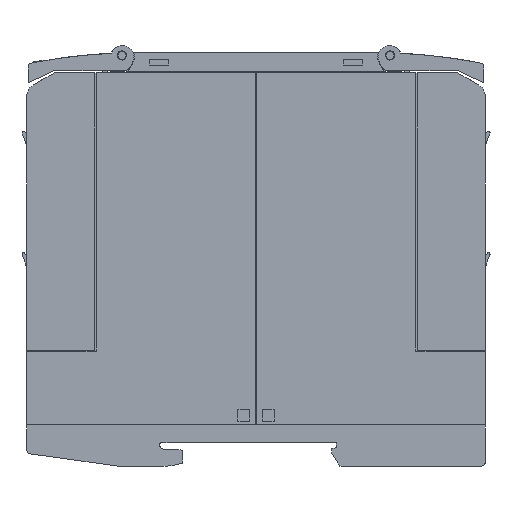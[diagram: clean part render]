
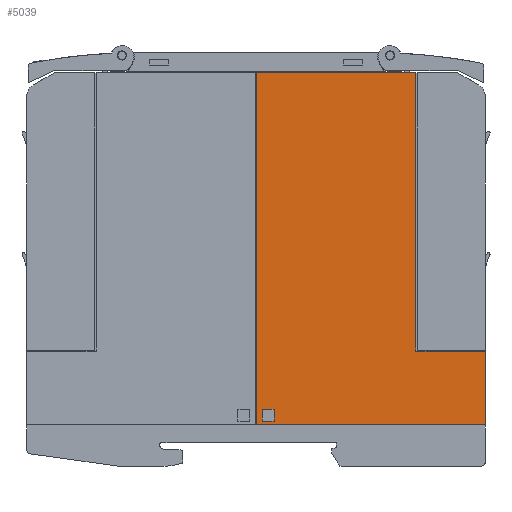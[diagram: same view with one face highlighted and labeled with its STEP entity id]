
A CAD part, left-side view. The second image highlights one B-rep face of the part: STEP entity #5039.
In plain terms, the highlighted planar face has unit normal (-1, 0, 0).
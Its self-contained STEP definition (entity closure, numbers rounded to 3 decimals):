
#5039=ADVANCED_FACE('',(#10254,#10255),#10256,.T.);
#10254=FACE_BOUND('',#15539,.T.);
#10255=FACE_OUTER_BOUND('',#15540,.T.);
#10256=PLANE('',#15541);
#15539=EDGE_LOOP('',(#31667,#31668,#31669,#31670));
#15540=EDGE_LOOP('',(#31671,#31672,#31673,#31674,#31675,#31676));
#15541=AXIS2_PLACEMENT_3D('',#31677,#31678,#31679);
#31667=ORIENTED_EDGE('',*,*,#38665,.T.);
#31668=ORIENTED_EDGE('',*,*,#38641,.T.);
#31669=ORIENTED_EDGE('',*,*,#38649,.T.);
#31670=ORIENTED_EDGE('',*,*,#38662,.T.);
#31671=ORIENTED_EDGE('',*,*,#32878,.T.);
#31672=ORIENTED_EDGE('',*,*,#38667,.T.);
#31673=ORIENTED_EDGE('',*,*,#38675,.T.);
#31674=ORIENTED_EDGE('',*,*,#38655,.F.);
#31675=ORIENTED_EDGE('',*,*,#38676,.T.);
#31676=ORIENTED_EDGE('',*,*,#38671,.T.);
#31677=CARTESIAN_POINT('',(0.0,25.98,9.001));
#31678=DIRECTION('',(-1.0,0.0,0.0));
#31679=DIRECTION('',(0.0,-1.0,0.0));
#32878=EDGE_CURVE('',#39755,#39759,#39761,.T.);
#38641=EDGE_CURVE('',#48328,#48326,#48329,.T.);
#38649=EDGE_CURVE('',#48326,#48337,#48339,.T.);
#38655=EDGE_CURVE('',#48348,#48350,#48351,.T.);
#38662=EDGE_CURVE('',#48337,#48360,#48362,.T.);
#38665=EDGE_CURVE('',#48360,#48328,#48365,.T.);
#38667=EDGE_CURVE('',#39759,#48367,#48368,.T.);
#38671=EDGE_CURVE('',#48373,#39755,#48374,.T.);
#38675=EDGE_CURVE('',#48367,#48350,#48379,.T.);
#38676=EDGE_CURVE('',#48348,#48373,#48380,.T.);
#39755=VERTEX_POINT('',#50044);
#39759=VERTEX_POINT('',#50050);
#39761=LINE('',#50053,#50054);
#48326=VERTEX_POINT('',#62827);
#48328=VERTEX_POINT('',#62830);
#48329=LINE('',#62831,#62832);
#48337=VERTEX_POINT('',#62844);
#48339=LINE('',#62847,#62848);
#48348=VERTEX_POINT('',#62860);
#48350=VERTEX_POINT('',#62863);
#48351=LINE('',#62864,#62865);
#48360=VERTEX_POINT('',#62878);
#48362=LINE('',#62881,#62882);
#48365=LINE('',#62886,#62887);
#48367=VERTEX_POINT('',#62889);
#48368=LINE('',#62890,#62891);
#48373=VERTEX_POINT('',#62898);
#48374=LINE('',#62899,#62900);
#48379=LINE('',#62907,#62908);
#48380=LINE('',#62909,#62910);
#50044=CARTESIAN_POINT('',(0.0,1.03,25.101));
#50050=CARTESIAN_POINT('',(0.0,16.13,25.101));
#50053=CARTESIAN_POINT('',(0.0,17.255,25.101));
#50054=VECTOR('',#63902,1.0);
#62827=CARTESIAN_POINT('',(0.0,47.03,12.401));
#62830=CARTESIAN_POINT('',(0.0,49.63,12.401));
#62831=CARTESIAN_POINT('',(0.0,37.155,12.401));
#62832=VECTOR('',#69220,1.0);
#62844=CARTESIAN_POINT('',(0.0,47.03,9.801));
#62847=CARTESIAN_POINT('',(0.0,47.03,10.051));
#62848=VECTOR('',#69226,1.0);
#62860=CARTESIAN_POINT('',(0.0,50.93,9.001));
#62863=CARTESIAN_POINT('',(0.0,50.93,85.801));
#62864=CARTESIAN_POINT('',(0.0,50.93,9.001));
#62865=VECTOR('',#69231,1.0);
#62878=CARTESIAN_POINT('',(0.0,49.63,9.801));
#62881=CARTESIAN_POINT('',(0.0,37.155,9.801));
#62882=VECTOR('',#69237,1.0);
#62886=CARTESIAN_POINT('',(0.0,49.63,10.051));
#62887=VECTOR('',#69239,1.0);
#62889=CARTESIAN_POINT('',(0.0,16.13,85.801));
#62890=CARTESIAN_POINT('',(0.0,16.13,32.226));
#62891=VECTOR('',#69240,1.0);
#62898=CARTESIAN_POINT('',(0.0,1.03,9.001));
#62899=CARTESIAN_POINT('',(0.0,1.03,9.001));
#62900=VECTOR('',#69243,1.0);
#62907=CARTESIAN_POINT('',(0.0,50.93,85.801));
#62908=VECTOR('',#69246,1.0);
#62909=CARTESIAN_POINT('',(0.0,50.93,9.001));
#62910=VECTOR('',#69247,1.0);
#63902=DIRECTION('',(0.0,1.0,-0.0));
#69220=DIRECTION('',(-0.0,-1.0,-0.0));
#69226=DIRECTION('',(-0.0,-0.0,-1.0));
#69231=DIRECTION('',(0.0,0.0,1.0));
#69237=DIRECTION('',(0.0,1.0,-0.0));
#69239=DIRECTION('',(0.0,0.0,1.0));
#69240=DIRECTION('',(0.0,0.0,1.0));
#69243=DIRECTION('',(0.0,0.0,1.0));
#69246=DIRECTION('',(0.0,1.0,-0.0));
#69247=DIRECTION('',(0.0,-1.0,0.0));
